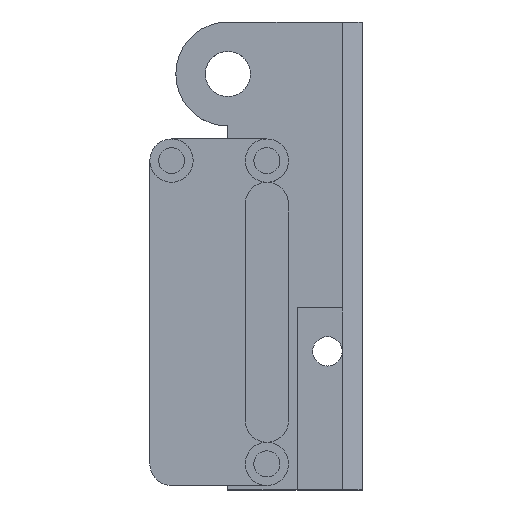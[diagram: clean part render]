
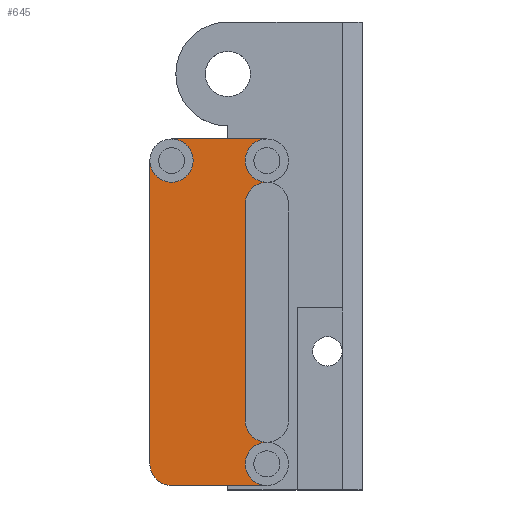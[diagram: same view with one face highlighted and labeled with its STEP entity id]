
A CAD part, top view. The second image highlights one B-rep face of the part: STEP entity #645.
In plain terms, the highlighted planar face has unit normal (0, 0, 1).
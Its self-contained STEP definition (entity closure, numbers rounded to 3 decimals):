
#23=PLANE('',#699);
#49=FACE_OUTER_BOUND('',#87,.T.);
#87=EDGE_LOOP('',(#447,#448,#449,#450,#451,#452,#453,#454,#455,#456,#457));
#127=LINE('',#985,#189);
#128=LINE('',#989,#190);
#129=LINE('',#995,#191);
#130=LINE('',#1000,#192);
#189=VECTOR('',#784,10.);
#190=VECTOR('',#787,10.);
#191=VECTOR('',#792,10.);
#192=VECTOR('',#797,10.);
#253=CIRCLE('',#700,1.25);
#254=CIRCLE('',#701,1.25);
#255=CIRCLE('',#702,1.25);
#256=CIRCLE('',#703,1.25);
#257=CIRCLE('',#704,1.25);
#258=CIRCLE('',#705,1.25);
#259=CIRCLE('',#706,1.25);
#286=VERTEX_POINT('',#979);
#287=VERTEX_POINT('',#980);
#288=VERTEX_POINT('',#982);
#289=VERTEX_POINT('',#984);
#290=VERTEX_POINT('',#986);
#291=VERTEX_POINT('',#988);
#292=VERTEX_POINT('',#990);
#293=VERTEX_POINT('',#992);
#294=VERTEX_POINT('',#994);
#295=VERTEX_POINT('',#996);
#296=VERTEX_POINT('',#998);
#349=EDGE_CURVE('',#286,#287,#253,.T.);
#350=EDGE_CURVE('',#287,#288,#254,.T.);
#351=EDGE_CURVE('',#288,#289,#127,.T.);
#352=EDGE_CURVE('',#289,#290,#255,.T.);
#353=EDGE_CURVE('',#290,#291,#128,.T.);
#354=EDGE_CURVE('',#292,#291,#256,.T.);
#355=EDGE_CURVE('',#292,#293,#257,.T.);
#356=EDGE_CURVE('',#293,#294,#129,.T.);
#357=EDGE_CURVE('',#294,#295,#258,.T.);
#358=EDGE_CURVE('',#296,#295,#259,.T.);
#359=EDGE_CURVE('',#296,#286,#130,.T.);
#447=ORIENTED_EDGE('',*,*,#349,.T.);
#448=ORIENTED_EDGE('',*,*,#350,.T.);
#449=ORIENTED_EDGE('',*,*,#351,.T.);
#450=ORIENTED_EDGE('',*,*,#352,.T.);
#451=ORIENTED_EDGE('',*,*,#353,.T.);
#452=ORIENTED_EDGE('',*,*,#354,.F.);
#453=ORIENTED_EDGE('',*,*,#355,.T.);
#454=ORIENTED_EDGE('',*,*,#356,.T.);
#455=ORIENTED_EDGE('',*,*,#357,.T.);
#456=ORIENTED_EDGE('',*,*,#358,.F.);
#457=ORIENTED_EDGE('',*,*,#359,.T.);
#645=ADVANCED_FACE('',(#49),#23,.T.);
#699=AXIS2_PLACEMENT_3D('',#978,#778,#779);
#700=AXIS2_PLACEMENT_3D('',#981,#780,#781);
#701=AXIS2_PLACEMENT_3D('',#983,#782,#783);
#702=AXIS2_PLACEMENT_3D('',#987,#785,#786);
#703=AXIS2_PLACEMENT_3D('',#991,#788,#789);
#704=AXIS2_PLACEMENT_3D('',#993,#790,#791);
#705=AXIS2_PLACEMENT_3D('',#997,#793,#794);
#706=AXIS2_PLACEMENT_3D('',#999,#795,#796);
#778=DIRECTION('center_axis',(0.,0.,1.));
#779=DIRECTION('ref_axis',(-1.,0.,0.));
#780=DIRECTION('center_axis',(0.,0.,-1.));
#781=DIRECTION('ref_axis',(-1.,0.,0.));
#782=DIRECTION('center_axis',(0.,0.,-1.));
#783=DIRECTION('ref_axis',(-1.,0.,0.));
#784=DIRECTION('',(0.,-1.,0.));
#785=DIRECTION('center_axis',(0.,0.,1.));
#786=DIRECTION('ref_axis',(-1.,0.,0.));
#787=DIRECTION('',(1.,0.,0.));
#788=DIRECTION('center_axis',(0.,0.,1.));
#789=DIRECTION('ref_axis',(-1.,0.,0.));
#790=DIRECTION('center_axis',(0.,0.,-1.));
#791=DIRECTION('ref_axis',(-1.,0.,0.));
#792=DIRECTION('',(0.,1.,0.));
#793=DIRECTION('center_axis',(0.,0.,-1.));
#794=DIRECTION('ref_axis',(0.,1.,0.));
#795=DIRECTION('center_axis',(0.,0.,1.));
#796=DIRECTION('ref_axis',(-1.,0.,0.));
#797=DIRECTION('',(-1.,0.,0.));
#978=CARTESIAN_POINT('Origin',(-1.125,-13.75,2.9));
#979=CARTESIAN_POINT('',(-3.25,-3.75,2.9));
#980=CARTESIAN_POINT('',(-3.25,-6.25,2.9));
#981=CARTESIAN_POINT('Origin',(-3.25,-5.,2.9));
#982=CARTESIAN_POINT('',(-4.5,-5.,2.9));
#983=CARTESIAN_POINT('Origin',(-3.25,-5.,2.9));
#984=CARTESIAN_POINT('',(-4.5,-22.5,2.9));
#985=CARTESIAN_POINT('',(-4.5,-5.,2.9));
#986=CARTESIAN_POINT('',(-3.25,-23.75,2.9));
#987=CARTESIAN_POINT('Origin',(-3.25,-22.5,2.9));
#988=CARTESIAN_POINT('',(2.25,-23.75,2.9));
#989=CARTESIAN_POINT('',(-3.25,-23.75,2.9));
#990=CARTESIAN_POINT('',(2.25,-21.25,2.9));
#991=CARTESIAN_POINT('Origin',(2.25,-22.5,2.9));
#992=CARTESIAN_POINT('',(1.,-20.,2.9));
#993=CARTESIAN_POINT('Origin',(2.25,-20.,2.9));
#994=CARTESIAN_POINT('',(1.,-7.5,2.9));
#995=CARTESIAN_POINT('',(1.,-20.,2.9));
#996=CARTESIAN_POINT('',(2.25,-6.25,2.9));
#997=CARTESIAN_POINT('Origin',(2.25,-7.5,2.9));
#998=CARTESIAN_POINT('',(2.25,-3.75,2.9));
#999=CARTESIAN_POINT('Origin',(2.25,-5.,2.9));
#1000=CARTESIAN_POINT('',(3.5,-3.75,2.9));
